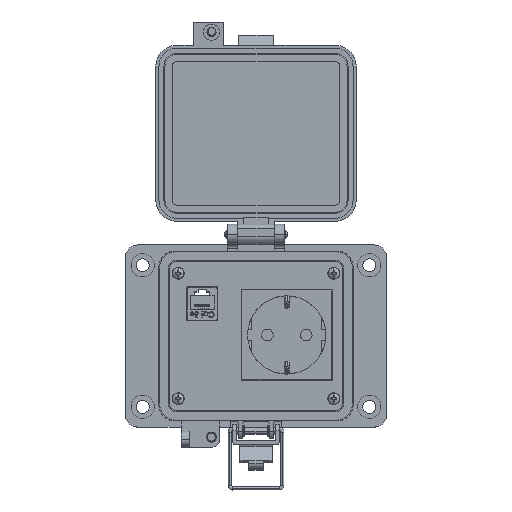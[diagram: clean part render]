
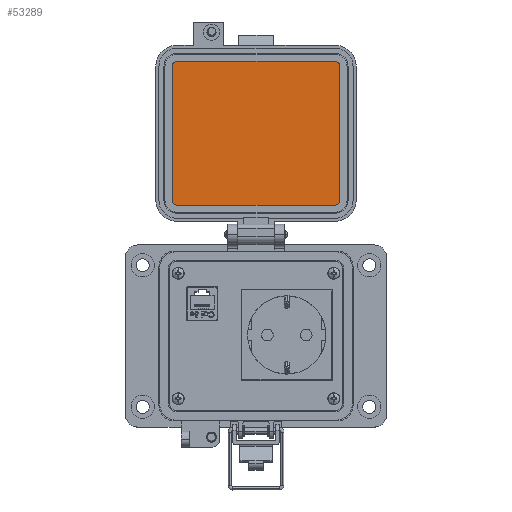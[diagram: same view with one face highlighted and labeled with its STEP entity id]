
A CAD part, top view. The second image highlights one B-rep face of the part: STEP entity #53289.
In plain terms, the highlighted planar face has unit normal (0, 0, 1).
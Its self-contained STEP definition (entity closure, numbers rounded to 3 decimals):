
#287 = VERTEX_POINT ( 'NONE', #46405 ) ;
#2192 = FACE_OUTER_BOUND ( 'NONE', #2346, .T. ) ;
#2346 = EDGE_LOOP ( 'NONE', ( #52696, #17260, #44648, #46668, #4156, #25616, #8481, #38285 ) ) ;
#2590 = DIRECTION ( 'NONE',  ( -1., 0., 0. ) ) ;
#2721 = CARTESIAN_POINT ( 'NONE',  ( -42.469, 128.688, 19.202 ) ) ;
#3341 = EDGE_CURVE ( 'NONE', #37375, #52230, #45487, .T. ) ;
#4156 = ORIENTED_EDGE ( 'NONE', *, *, #3341, .F. ) ;
#4231 = AXIS2_PLACEMENT_3D ( 'NONE', #13840, #9719, #48196 ) ;
#4433 = AXIS2_PLACEMENT_3D ( 'NONE', #45173, #12451, #41053 ) ;
#5565 = LINE ( 'NONE', #46251, #6511 ) ;
#6511 = VECTOR ( 'NONE', #21500, 1000. ) ;
#6997 = DIRECTION ( 'NONE',  ( 0., 0., -1. ) ) ;
#7710 = VECTOR ( 'NONE', #2590, 1000. ) ;
#7756 = EDGE_CURVE ( 'NONE', #45588, #287, #53003, .T. ) ;
#8481 = ORIENTED_EDGE ( 'NONE', *, *, #7756, .F. ) ;
#9103 = AXIS2_PLACEMENT_3D ( 'NONE', #44656, #6997, #23759 ) ;
#9719 = DIRECTION ( 'NONE',  ( 0., 0., -1. ) ) ;
#9894 = DIRECTION ( 'NONE',  ( 0., 1., 0. ) ) ;
#10244 = EDGE_CURVE ( 'NONE', #25630, #30912, #23712, .T. ) ;
#10722 = AXIS2_PLACEMENT_3D ( 'NONE', #35714, #52488, #44234 ) ;
#10947 = AXIS2_PLACEMENT_3D ( 'NONE', #35329, #33124, #36163 ) ;
#11911 = CARTESIAN_POINT ( 'NONE',  ( -3.279, 57.705, 19.202 ) ) ;
#12451 = DIRECTION ( 'NONE',  ( 0., 0., -1. ) ) ;
#13840 = CARTESIAN_POINT ( 'NONE',  ( -42.469, 126.389, 19.202 ) ) ;
#14676 = VERTEX_POINT ( 'NONE', #18894 ) ;
#15806 = VECTOR ( 'NONE', #9894, 1000. ) ;
#16980 = LINE ( 'NONE', #50785, #41525 ) ;
#17260 = ORIENTED_EDGE ( 'NONE', *, *, #35843, .F. ) ;
#18894 = CARTESIAN_POINT ( 'NONE',  ( 35.912, 57.705, 19.202 ) ) ;
#18941 = PLANE ( 'NONE',  #10722 ) ;
#18975 = CARTESIAN_POINT ( 'NONE',  ( 38.212, 60.004, 19.202 ) ) ;
#19228 = LINE ( 'NONE', #51946, #15806 ) ;
#21500 = DIRECTION ( 'NONE',  ( 1., 0., 0. ) ) ;
#23712 = CIRCLE ( 'NONE', #4433, 2.299 ) ;
#23759 = DIRECTION ( 'NONE',  ( 1., 0., 0. ) ) ;
#24003 = LINE ( 'NONE', #11911, #7710 ) ;
#25616 = ORIENTED_EDGE ( 'NONE', *, *, #48242, .F. ) ;
#25630 = VERTEX_POINT ( 'NONE', #28880 ) ;
#26427 = EDGE_CURVE ( 'NONE', #52230, #25630, #5565, .T. ) ;
#27584 = CARTESIAN_POINT ( 'NONE',  ( 38.212, 126.389, 19.202 ) ) ;
#28880 = CARTESIAN_POINT ( 'NONE',  ( 35.912, 128.688, 19.202 ) ) ;
#29686 = EDGE_CURVE ( 'NONE', #14676, #45588, #24003, .T. ) ;
#30912 = VERTEX_POINT ( 'NONE', #27584 ) ;
#33124 = DIRECTION ( 'NONE',  ( 0., 0., -1. ) ) ;
#34775 = CARTESIAN_POINT ( 'NONE',  ( -44.769, 126.389, 19.202 ) ) ;
#35329 = CARTESIAN_POINT ( 'NONE',  ( 35.912, 60.004, 19.202 ) ) ;
#35714 = CARTESIAN_POINT ( 'NONE',  ( 39.871, 130.108, 19.202 ) ) ;
#35843 = EDGE_CURVE ( 'NONE', #30912, #44684, #16980, .T. ) ;
#36163 = DIRECTION ( 'NONE',  ( 0., -1., 0. ) ) ;
#37375 = VERTEX_POINT ( 'NONE', #34775 ) ;
#38150 = DIRECTION ( 'NONE',  ( 0., -1., 0. ) ) ;
#38234 = CARTESIAN_POINT ( 'NONE',  ( -42.469, 57.705, 19.202 ) ) ;
#38238 = EDGE_CURVE ( 'NONE', #44684, #14676, #42531, .T. ) ;
#38285 = ORIENTED_EDGE ( 'NONE', *, *, #29686, .F. ) ;
#41053 = DIRECTION ( 'NONE',  ( 1., 0., 0. ) ) ;
#41525 = VECTOR ( 'NONE', #38150, 1000. ) ;
#42531 = CIRCLE ( 'NONE', #10947, 2.299 ) ;
#44234 = DIRECTION ( 'NONE',  ( -1., 0., 0. ) ) ;
#44648 = ORIENTED_EDGE ( 'NONE', *, *, #10244, .F. ) ;
#44656 = CARTESIAN_POINT ( 'NONE',  ( -42.469, 60.004, 19.202 ) ) ;
#44684 = VERTEX_POINT ( 'NONE', #18975 ) ;
#45173 = CARTESIAN_POINT ( 'NONE',  ( 35.912, 126.389, 19.202 ) ) ;
#45487 = CIRCLE ( 'NONE', #4231, 2.299 ) ;
#45588 = VERTEX_POINT ( 'NONE', #38234 ) ;
#46251 = CARTESIAN_POINT ( 'NONE',  ( -3.279, 128.688, 19.202 ) ) ;
#46405 = CARTESIAN_POINT ( 'NONE',  ( -44.769, 60.004, 19.202 ) ) ;
#46668 = ORIENTED_EDGE ( 'NONE', *, *, #26427, .F. ) ;
#48196 = DIRECTION ( 'NONE',  ( 0., -1., 0. ) ) ;
#48242 = EDGE_CURVE ( 'NONE', #287, #37375, #19228, .T. ) ;
#50785 = CARTESIAN_POINT ( 'NONE',  ( 38.212, 93.196, 19.202 ) ) ;
#51946 = CARTESIAN_POINT ( 'NONE',  ( -44.769, 93.196, 19.202 ) ) ;
#52230 = VERTEX_POINT ( 'NONE', #2721 ) ;
#52488 = DIRECTION ( 'NONE',  ( 0., 0., 1. ) ) ;
#52696 = ORIENTED_EDGE ( 'NONE', *, *, #38238, .F. ) ;
#53003 = CIRCLE ( 'NONE', #9103, 2.299 ) ;
#53289 = ADVANCED_FACE ( 'NONE', ( #2192 ), #18941, .T. ) ;
